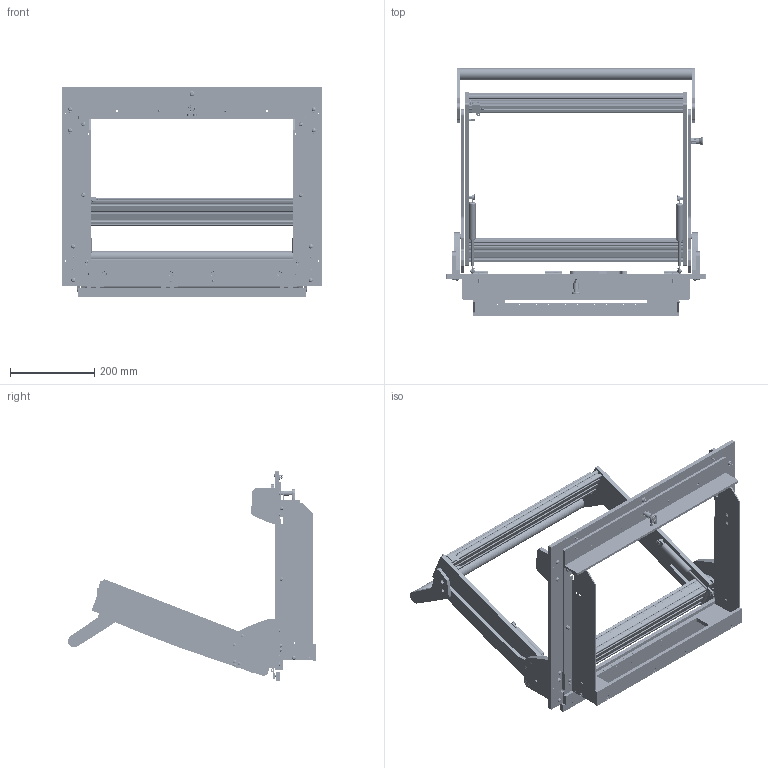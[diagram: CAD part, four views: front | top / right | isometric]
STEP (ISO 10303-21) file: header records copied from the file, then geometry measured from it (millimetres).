
FILE_DESCRIPTION (( 'STEP AP214' ), '1' );
FILE_NAME ('INGUN_37790_open.STEP', '2023-03-08T11:11:50', ( '' ), ( '' ), 'SwSTEP 2.0', 'SolidWorks 2021', '' );
FILE_SCHEMA (( 'AUTOMOTIVE_DESIGN' ));
Length unit declared in the file: millimetre
Products named in the file (77): 31444~14_KUNDE<S>; 35651~1_S; 37971~8_S; 39893~3_KUNDE<S>; 30915~0; ISO7380~n_M05,0x020; 31109~0; INGUN_37790_open; DIN7991~n_M05,0x016; 57801~2_S; ISO7380~n_M05,0x008; 112086~2_S; DIN6325~n_02,0m6x020; 109954~0_KUNDE<S>; 2281~0_180ø<Standard>; 109952~0_KUNDE<S>; DIN7991~n_M05,0x025; ISO7380~n_M04,0x020; 37973~3_S; 37967~1_Einbau max 185,5 <Standard>; DIN985-A2~n_M05,0; 35649~1_S; DIN125~n_05,3 M05,0 Fase; 32724~1; 30955~0_S; K_02037~0_Standard ohne Dyn Punkt<Standard>; 37972~6_S; 31446~15_KUNDE<S>; 31194~0; 37792~1_S; 32341~6_S; 35097~0; DIN6325~n_04,0m6x014; 47523~0_S; 35151~0_S; 38001~13; 34328~1_S; 49317~0; 109953~0_KUNDE<S>; 2528~0 ...
Assembly tree (179 placements, depth 5):
  INGUN_37790_open
    109771~2_offen<S>
      38001~13
      37968~2_S
      37971~8_S
      37972~6_S
      2281~0_180ø<Standard>  x3
        2281~0
      32341~6_S
      53031~0_S
      35649~1_S
      35651~1_S
      31253~0_S
      30955~0_S
      30915~0
      ASR~asr_拱04,2x07x拌8  x2
      2528~0  x2
      31109~0
      37973~3_S
      38827~0_S
      31666~1_S
      114566~0_S  x2
        112087~1_S
          111995~1_S
          112086~2_S
          DIN125~n_05,3 M05,0 Fase
        49317~0
        DIN912~n_M04,0x016
        DIN125~n_04,3 M04,0
        DIN125~n_06,4 M06,0 Fase
      ISO7380~n_M05,0x008  x2
      DIN7991~n_M05,0x025  x6
      DIN7991~n_M05,0x016  x14
      DIN7991~n_M05,0x020  x8
      DIN125~n_05,3 M05,0 Fase  x4
      DIN985-A2~n_M05,0  x4
      DIN6325~n_04,0m6x024
      DIN6325~n_04,0m6x016
      DIN7991~n_M03,0x016 VA  x2
      DIN912~n_M04,0x012
      DIN6325~n_02,0m6x020
      DIN6325~n_03,0m6x010  x4
      DIN6325~n_04,0m6x014  x2
    109952~0_KUNDE<S>
      53734~1_KUNDE<S>
    109953~0_KUNDE<S>
      53734~1_KUNDE<S>
    109935~0_KUNDE<S>
      31444~14_KUNDE<S>
      31446~15_KUNDE<S>
      34328~1_S  x2
      31442~5_mit Zentrierstifen <S>
      37792~1_S
      32587~6_S
      35097~0
      31443~1
      35151~0_S
      32724~1
      3521~0_Spring Pin ISO 8752 - 3 x 16 - St  x5
      32578~1_S  x2
Bounding box: 616 x 588.01 x 496 mm (x, y, z)
Volume: 4650998.4 mm3; surface area: 1973035.9 mm2
Topology: 183 solids, 183 shells, 4291 faces, 10724 edges, 6802 vertices
Faces by surface type: cylinder 1764, plane 1612, cone 681, bspline 93, torus 73, sphere 68
Entity records: 80994 total; most frequent: CARTESIAN_POINT 14186, DIRECTION 13585, ORIENTED_EDGE 12020, EDGE_CURVE 6010, AXIS2_PLACEMENT_3D 5190, VERTEX_POINT 3874, LINE 3205, VECTOR 3205
